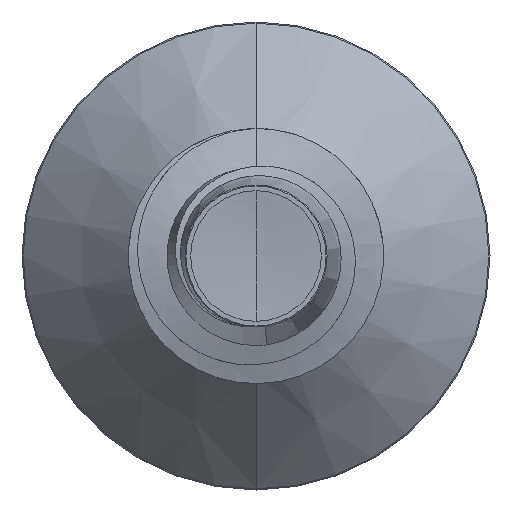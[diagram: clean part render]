
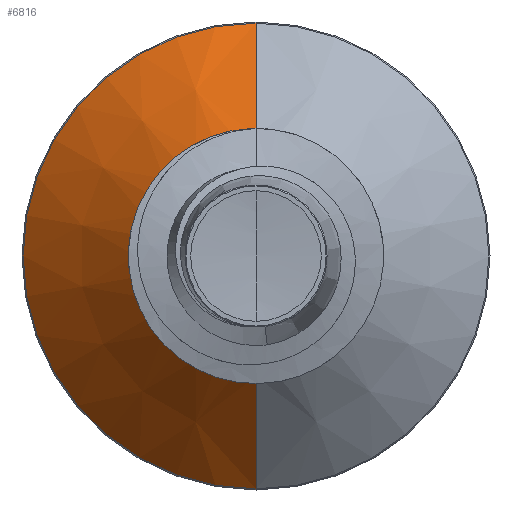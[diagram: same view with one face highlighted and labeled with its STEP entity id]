
A CAD part, front view. The second image highlights one B-rep face of the part: STEP entity #6816.
In plain terms, the highlighted conical face has half-angle 45 degrees and reference radius 1.414 mm.
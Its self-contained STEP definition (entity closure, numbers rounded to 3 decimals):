
#305 = VERTEX_POINT ( 'NONE', #4262 ) ;
#390 = EDGE_CURVE ( 'NONE', #4627, #1540, #6409, .T. ) ;
#850 = EDGE_CURVE ( 'NONE', #305, #4627, #3602, .T. ) ;
#1358 = EDGE_LOOP ( 'NONE', ( #3868, #5765, #2195, #3358 ) ) ;
#1540 = VERTEX_POINT ( 'NONE', #4519 ) ;
#1673 = EDGE_CURVE ( 'NONE', #305, #3579, #7850, .T. ) ;
#1987 = CARTESIAN_POINT ( 'NONE',  ( 0., 2.114, 1.414 ) ) ;
#2195 = ORIENTED_EDGE ( 'NONE', *, *, #6760, .T. ) ;
#2257 = CONICAL_SURFACE ( 'NONE', #4670, 1.414, 0.785 ) ;
#2796 = LINE ( 'NONE', #6025, #6310 ) ;
#3358 = ORIENTED_EDGE ( 'NONE', *, *, #390, .F. ) ;
#3579 = VERTEX_POINT ( 'NONE', #1987 ) ;
#3602 = LINE ( 'NONE', #6775, #6994 ) ;
#3868 = ORIENTED_EDGE ( 'NONE', *, *, #850, .F. ) ;
#3905 = DIRECTION ( 'NONE',  ( 0., 1., 0. ) ) ;
#4177 = DIRECTION ( 'NONE',  ( 0., 0., 1. ) ) ;
#4184 = DIRECTION ( 'NONE',  ( 0., 1., 0. ) ) ;
#4187 = CARTESIAN_POINT ( 'NONE',  ( 0., 2.114, 0. ) ) ;
#4262 = CARTESIAN_POINT ( 'NONE',  ( 0., 2.114, -1.414 ) ) ;
#4502 = CARTESIAN_POINT ( 'NONE',  ( 0., 3.437, 0. ) ) ;
#4519 = CARTESIAN_POINT ( 'NONE',  ( 0., 3.437, 2.737 ) ) ;
#4627 = VERTEX_POINT ( 'NONE', #5908 ) ;
#4670 = AXIS2_PLACEMENT_3D ( 'NONE', #8057, #3905, #8083 ) ;
#5042 = FACE_OUTER_BOUND ( 'NONE', #1358, .T. ) ;
#5463 = DIRECTION ( 'NONE',  ( 0., 1., 0. ) ) ;
#5475 = DIRECTION ( 'NONE',  ( 0., 0., 1. ) ) ;
#5765 = ORIENTED_EDGE ( 'NONE', *, *, #1673, .T. ) ;
#5908 = CARTESIAN_POINT ( 'NONE',  ( 0., 3.437, -2.737 ) ) ;
#6025 = CARTESIAN_POINT ( 'NONE',  ( 0., 2.114, 1.414 ) ) ;
#6310 = VECTOR ( 'NONE', #8054, 1000. ) ;
#6409 = CIRCLE ( 'NONE', #7837, 2.737 ) ;
#6760 = EDGE_CURVE ( 'NONE', #3579, #1540, #2796, .T. ) ;
#6775 = CARTESIAN_POINT ( 'NONE',  ( 0., 2.114, -1.414 ) ) ;
#6782 = DIRECTION ( 'NONE',  ( 0., 0.707, -0.707 ) ) ;
#6816 = ADVANCED_FACE ( 'NONE', ( #5042 ), #2257, .T. ) ;
#6967 = AXIS2_PLACEMENT_3D ( 'NONE', #4187, #4184, #4177 ) ;
#6994 = VECTOR ( 'NONE', #6782, 1000. ) ;
#7837 = AXIS2_PLACEMENT_3D ( 'NONE', #4502, #5463, #5475 ) ;
#7850 = CIRCLE ( 'NONE', #6967, 1.414 ) ;
#8054 = DIRECTION ( 'NONE',  ( 0., 0.707, 0.707 ) ) ;
#8057 = CARTESIAN_POINT ( 'NONE',  ( 0., 2.114, 0. ) ) ;
#8083 = DIRECTION ( 'NONE',  ( 0., 0., 1. ) ) ;
